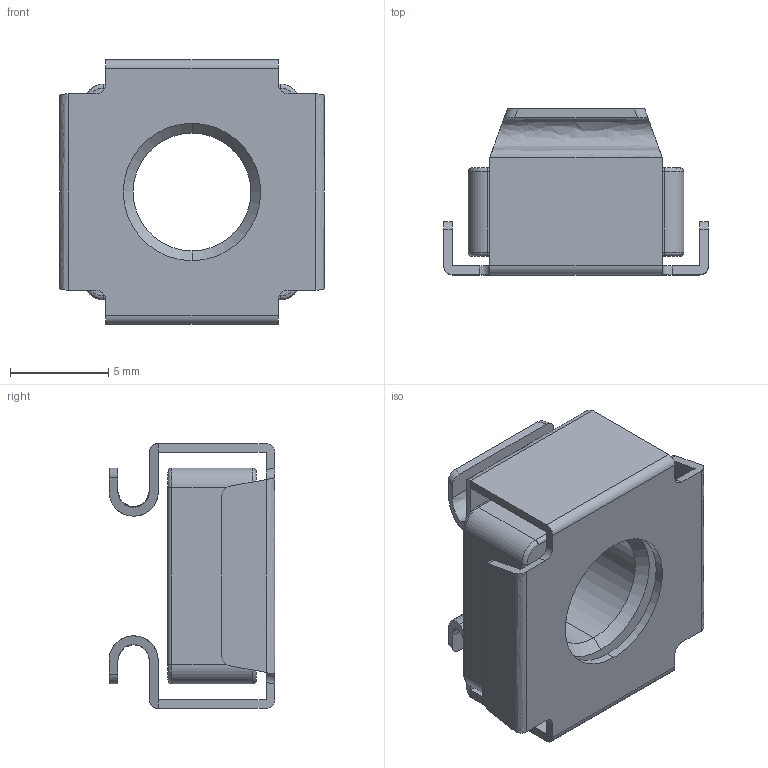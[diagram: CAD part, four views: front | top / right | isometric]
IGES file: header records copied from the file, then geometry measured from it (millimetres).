
Start section: SolidWorks IGES file using analytic representation for surfaces
Global section: file name: 5651.IGS; native system: SolidWorks 2011; preprocessor: SolidWorks 2011; author: martinb; date: 110516.111520; units: millimetre
Bounding box: 13.5 x 8.45 x 13.5 mm (x, y, z)
Volume: 574.7 mm3; surface area: 1240.8 mm2
Topology: 2 solids, 2 shells, 92 faces, 236 edges, 148 vertices
Faces by surface type: revolution 52, plane 40
